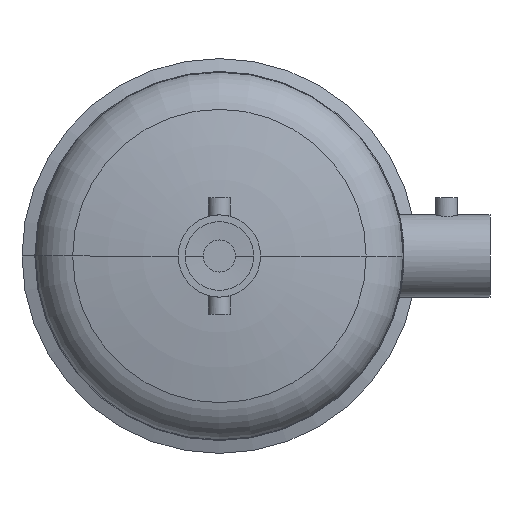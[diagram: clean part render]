
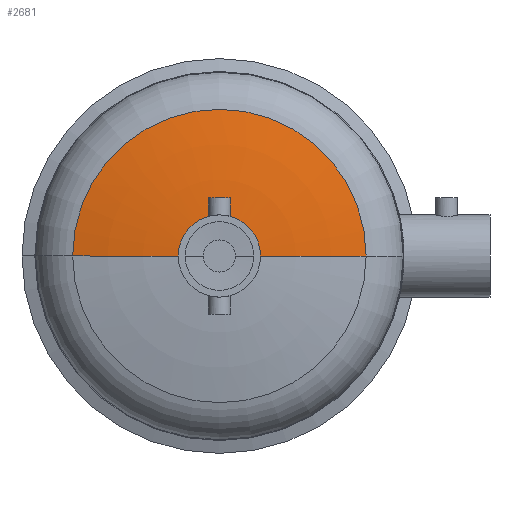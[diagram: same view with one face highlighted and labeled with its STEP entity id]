
A CAD part, front view. The second image highlights one B-rep face of the part: STEP entity #2681.
In plain terms, the highlighted toroidal (fillet/blend) face has major radius 0.756 mm and minor radius 508 mm.
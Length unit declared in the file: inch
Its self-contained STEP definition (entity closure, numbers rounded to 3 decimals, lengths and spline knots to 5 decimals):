
#227 = VERTEX_POINT ( 'NONE', #3043 ) ;
#331 = ORIENTED_EDGE ( 'NONE', *, *, #534, .F. ) ;
#496 = AXIS2_PLACEMENT_3D ( 'NONE', #803, #4073, #2258 ) ;
#505 = CARTESIAN_POINT ( 'NONE',  ( -1.19685, 2.5, 0. ) ) ;
#534 = EDGE_CURVE ( 'NONE', #2833, #2799, #1128, .T. ) ;
#536 = DIRECTION ( 'NONE',  ( 0., 0., 1. ) ) ;
#565 = CARTESIAN_POINT ( 'NONE',  ( 4.27279, 2.92118, 0. ) ) ;
#803 = CARTESIAN_POINT ( 'NONE',  ( 0., 2.5, 0. ) ) ;
#844 = DIRECTION ( 'NONE',  ( 1., 0., 0. ) ) ;
#877 = CARTESIAN_POINT ( 'NONE',  ( 0.02975, 22.46592, 0. ) ) ;
#966 = VERTEX_POINT ( 'NONE', #565 ) ;
#1128 = CIRCLE ( 'NONE', #496, 1.19685 ) ;
#1543 = CARTESIAN_POINT ( 'NONE',  ( 1.19685, 2.5, 0. ) ) ;
#1589 = DIRECTION ( 'NONE',  ( -1., 0., 0. ) ) ;
#1593 = EDGE_CURVE ( 'NONE', #227, #2799, #4417, .T. ) ;
#1733 = DIRECTION ( 'NONE',  ( 0., -1., 0. ) ) ;
#1747 = CARTESIAN_POINT ( 'NONE',  ( 0., 22.46592, 0. ) ) ;
#1929 = AXIS2_PLACEMENT_3D ( 'NONE', #1747, #1733, #4591 ) ;
#2098 = EDGE_CURVE ( 'NONE', #966, #227, #4137, .T. ) ;
#2258 = DIRECTION ( 'NONE',  ( 1., 0., 0. ) ) ;
#2271 = EDGE_LOOP ( 'NONE', ( #3560, #3112, #331, #4124 ) ) ;
#2339 = TOROIDAL_SURFACE ( 'NONE', #1929, 0.02975, 20. ) ;
#2403 = EDGE_CURVE ( 'NONE', #966, #2833, #4462, .T. ) ;
#2675 = CARTESIAN_POINT ( 'NONE',  ( -0.02975, 22.46592, 0. ) ) ;
#2681 = ADVANCED_FACE ( 'NONE', ( #3396 ), #2339, .T. ) ;
#2799 = VERTEX_POINT ( 'NONE', #505 ) ;
#2833 = VERTEX_POINT ( 'NONE', #1543 ) ;
#2874 = AXIS2_PLACEMENT_3D ( 'NONE', #2990, #4045, #844 ) ;
#2990 = CARTESIAN_POINT ( 'NONE',  ( 0., 2.92118, 0. ) ) ;
#3043 = CARTESIAN_POINT ( 'NONE',  ( -4.27279, 2.92118, 0. ) ) ;
#3112 = ORIENTED_EDGE ( 'NONE', *, *, #1593, .T. ) ;
#3380 = AXIS2_PLACEMENT_3D ( 'NONE', #2675, #536, #4448 ) ;
#3396 = FACE_OUTER_BOUND ( 'NONE', #2271, .T. ) ;
#3560 = ORIENTED_EDGE ( 'NONE', *, *, #2098, .T. ) ;
#3833 = AXIS2_PLACEMENT_3D ( 'NONE', #877, #4095, #1589 ) ;
#4045 = DIRECTION ( 'NONE',  ( 0., -1., 0. ) ) ;
#4073 = DIRECTION ( 'NONE',  ( 0., -1., 0. ) ) ;
#4095 = DIRECTION ( 'NONE',  ( 0., 0., -1. ) ) ;
#4124 = ORIENTED_EDGE ( 'NONE', *, *, #2403, .F. ) ;
#4137 = CIRCLE ( 'NONE', #2874, 4.27279 ) ;
#4417 = CIRCLE ( 'NONE', #3380, 20. ) ;
#4448 = DIRECTION ( 'NONE',  ( 1., 0., 0. ) ) ;
#4462 = CIRCLE ( 'NONE', #3833, 20. ) ;
#4591 = DIRECTION ( 'NONE',  ( 1., 0., 0. ) ) ;
